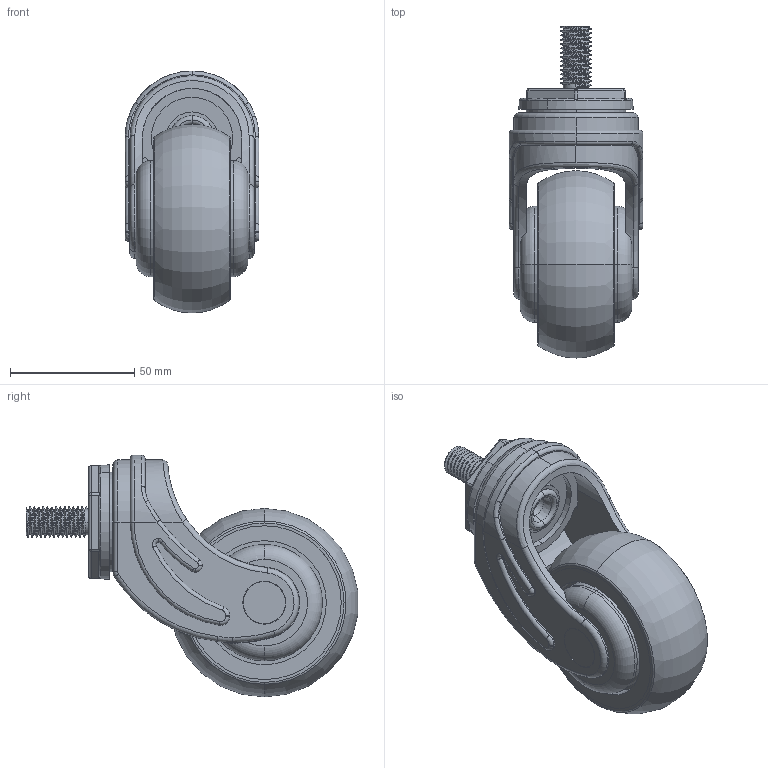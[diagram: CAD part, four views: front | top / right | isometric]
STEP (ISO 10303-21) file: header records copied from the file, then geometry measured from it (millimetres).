
FILE_DESCRIPTION (( 'STEP AP203' ), '1' );
FILE_NAME ('04. ACMC-76SS.STEP', '2020-02-19T02:17:28', ( '' ), ( '' ), 'SwSTEP 2.0', 'SolidWorks 2019', '' );
FILE_SCHEMA (( 'CONFIG_CONTROL_DESIGN' ));
Length unit declared in the file: millimetre
Products named in the file (5): 04. ACMC-76SS; ACMC-76 NON BRAKE FRAME; ACMC-76 S TOP PLATE; ACMC-76 F TOP PLATE COVER; ACMC-76 WHEEL
Assembly tree (4 placements, depth 2):
  04. ACMC-76SS
    ACMC-76 NON BRAKE FRAME
    ACMC-76 S TOP PLATE
    ACMC-76 F TOP PLATE COVER
    ACMC-76 WHEEL
Bounding box: 54 x 133.72 x 97.5 mm (x, y, z)
Volume: 218667.4 mm3; surface area: 47589.5 mm2
Topology: 4 solids, 4 shells, 279 faces, 671 edges, 415 vertices
Faces by surface type: cylinder 129, plane 69, torus 57, cone 10, bspline 8, sphere 6
Entity records: 15563 total; most frequent: CARTESIAN_POINT 8604, DIRECTION 1433, ORIENTED_EDGE 1330, EDGE_CURVE 665, AXIS2_PLACEMENT_3D 614, VERTEX_POINT 415, CIRCLE 336, EDGE_LOOP 300
